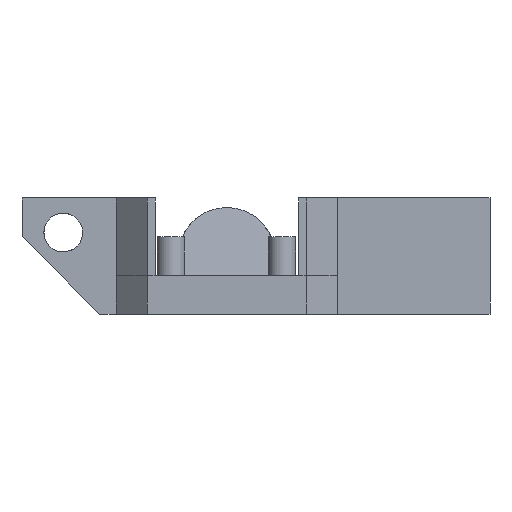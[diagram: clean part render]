
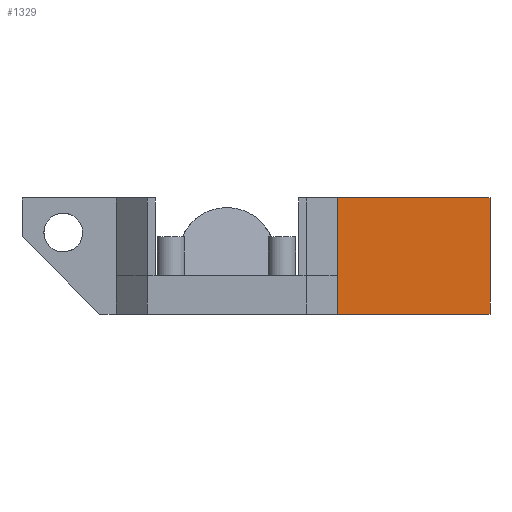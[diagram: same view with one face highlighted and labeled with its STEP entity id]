
A CAD part, front view. The second image highlights one B-rep face of the part: STEP entity #1329.
In plain terms, the highlighted planar face has unit normal (0, -1, 0).
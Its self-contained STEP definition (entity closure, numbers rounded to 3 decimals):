
#29=PLANE('',#1407);
#90=FACE_OUTER_BOUND('',#163,.T.);
#163=EDGE_LOOP('',(#967,#968,#969,#970,#971,#972));
#307=LINE('',#3066,#443);
#308=LINE('',#3101,#444);
#309=LINE('',#3103,#445);
#310=LINE('',#3105,#446);
#311=LINE('',#3107,#447);
#312=LINE('',#3108,#448);
#443=VECTOR('',#1544,10.);
#444=VECTOR('',#1547,10.);
#445=VECTOR('',#1548,10.);
#446=VECTOR('',#1549,10.);
#447=VECTOR('',#1550,10.);
#448=VECTOR('',#1551,10.);
#600=VERTEX_POINT('',#3056);
#604=VERTEX_POINT('',#3064);
#605=VERTEX_POINT('',#3100);
#606=VERTEX_POINT('',#3102);
#607=VERTEX_POINT('',#3104);
#608=VERTEX_POINT('',#3106);
#749=EDGE_CURVE('',#604,#600,#307,.F.);
#752=EDGE_CURVE('',#600,#605,#308,.T.);
#753=EDGE_CURVE('',#606,#604,#309,.T.);
#754=EDGE_CURVE('',#607,#606,#310,.F.);
#755=EDGE_CURVE('',#608,#607,#311,.T.);
#756=EDGE_CURVE('',#605,#608,#312,.T.);
#967=ORIENTED_EDGE('',*,*,#752,.F.);
#968=ORIENTED_EDGE('',*,*,#749,.F.);
#969=ORIENTED_EDGE('',*,*,#753,.F.);
#970=ORIENTED_EDGE('',*,*,#754,.F.);
#971=ORIENTED_EDGE('',*,*,#755,.F.);
#972=ORIENTED_EDGE('',*,*,#756,.F.);
#1329=ADVANCED_FACE('',(#90),#29,.T.);
#1407=AXIS2_PLACEMENT_3D('',#3099,#1545,#1546);
#1544=DIRECTION('',(1.,0.,0.));
#1545=DIRECTION('center_axis',(0.,-1.,0.));
#1546=DIRECTION('ref_axis',(0.,0.,
-1.));
#1547=DIRECTION('',(0.,0.,1.));
#1548=DIRECTION('',(0.,0.,-1.));
#1549=DIRECTION('',(-1.,0.,0.));
#1550=DIRECTION('',(0.,0.,1.));
#1551=DIRECTION('',(-1.,0.,0.));
#3056=CARTESIAN_POINT('',(2.638,4.503,0.005));
#3064=CARTESIAN_POINT('',(6.581,4.503,0.005));
#3066=CARTESIAN_POINT('',(5.116,4.503,0.005));
#3099=CARTESIAN_POINT('Origin',(5.47,4.503,3.761));
#3100=CARTESIAN_POINT('',(2.638,4.503,3.));
#3101=CARTESIAN_POINT('',(2.638,4.503,1.88));
#3102=CARTESIAN_POINT('',(6.581,4.503,3.005));
#3103=CARTESIAN_POINT('',(6.581,4.503,2.633));
#3104=CARTESIAN_POINT('',(2.638,4.503,3.005));
#3105=CARTESIAN_POINT('',(5.116,4.503,3.005));
#3106=CARTESIAN_POINT('',(2.638,4.503,3.));
#3107=CARTESIAN_POINT('',(2.638,4.503,2.633));
#3108=CARTESIAN_POINT('',(2.735,4.503,3.));
